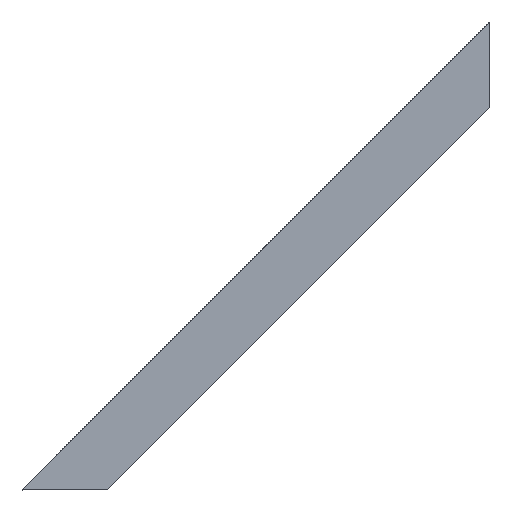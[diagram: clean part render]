
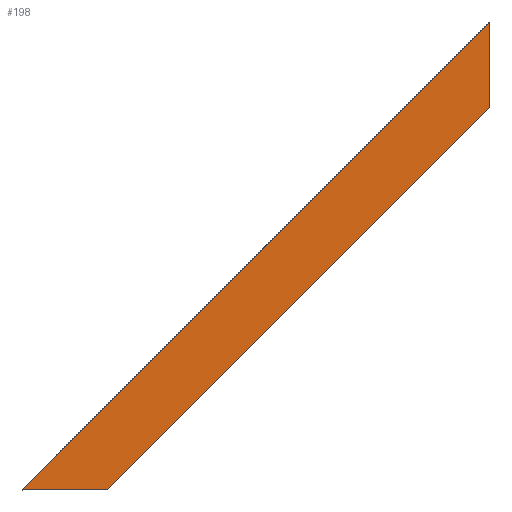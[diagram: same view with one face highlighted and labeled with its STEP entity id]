
A CAD part, left-side view. The second image highlights one B-rep face of the part: STEP entity #198.
In plain terms, the highlighted planar face has unit normal (-1, 0, 0).
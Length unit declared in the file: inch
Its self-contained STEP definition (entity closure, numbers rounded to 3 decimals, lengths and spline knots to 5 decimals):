
#16=FACE_OUTER_BOUND('',#27,.T.);
#27=EDGE_LOOP('',(#130,#131,#132,#133));
#41=LINE('',#296,#65);
#42=LINE('',#299,#66);
#43=LINE('',#301,#67);
#44=LINE('',#302,#68);
#65=VECTOR('',#246,39.37008);
#66=VECTOR('',#249,39.37008);
#67=VECTOR('',#250,39.37008);
#68=VECTOR('',#251,39.37008);
#87=VERTEX_POINT('',#290);
#89=VERTEX_POINT('',#294);
#90=VERTEX_POINT('',#298);
#91=VERTEX_POINT('',#300);
#105=EDGE_CURVE('',#87,#89,#41,.T.);
#106=EDGE_CURVE('',#89,#90,#42,.T.);
#107=EDGE_CURVE('',#90,#91,#43,.T.);
#108=EDGE_CURVE('',#91,#87,#44,.T.);
#130=ORIENTED_EDGE('',*,*,#106,.T.);
#131=ORIENTED_EDGE('',*,*,#107,.T.);
#132=ORIENTED_EDGE('',*,*,#108,.T.);
#133=ORIENTED_EDGE('',*,*,#105,.T.);
#175=PLANE('',#229);
#198=ADVANCED_FACE('',(#16),#175,.T.);
#229=AXIS2_PLACEMENT_3D('',#297,#247,#248);
#246=DIRECTION('',(0.,0.707,-0.707));
#247=DIRECTION('center_axis',(-1.,0.,0.));
#248=DIRECTION('ref_axis',(0.,0.,
1.));
#249=DIRECTION('',(0.,-1.,0.));
#250=DIRECTION('',(0.,-0.707,0.707));
#251=DIRECTION('',(0.,0.,1.));
#290=CARTESIAN_POINT('',(-24.,13.125,1.75));
#294=CARTESIAN_POINT('',(-24.,26.625,-11.75));
#296=CARTESIAN_POINT('',(-24.,17.24327,-2.36827));
#297=CARTESIAN_POINT('Origin',(-24.,12.875,-5.));
#298=CARTESIAN_POINT('',(-24.,24.15013,-11.75));
#299=CARTESIAN_POINT('',(-24.,12.875,-11.75));
#300=CARTESIAN_POINT('',(-24.,13.125,-0.72487));
#301=CARTESIAN_POINT('',(-24.,24.15013,-11.75));
#302=CARTESIAN_POINT('',(-24.,13.125,-5.));
